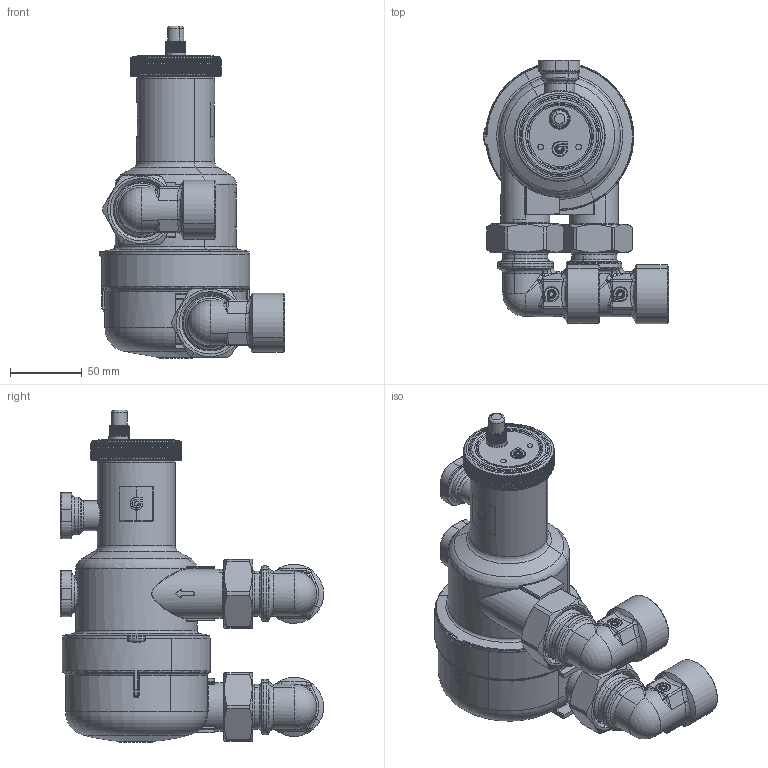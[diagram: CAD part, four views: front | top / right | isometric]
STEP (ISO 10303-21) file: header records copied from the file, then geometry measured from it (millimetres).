
FILE_DESCRIPTION(('CATIA V5 STEP Exchange','CAx-IF Rec.Pracs.--- Model Styling and Organization---1.5--- 2016-08-15','CAx-IF Rec.Pracs.---Supplemental Geometry---1.0---2011-11-01','CAx-IF Rec.Pracs.--- Composite Materials ---3.4---2017-06-13','CAx-IF Rec.Pracs.---Tessellated 3D Geometry---1.0---2015-12-17'),'2;1');
FILE_NAME('STEP_551606_-_TST.stp','2024-06-07T08:07:59+00:00',('none'),('none'),'CATIA Version 5-6 Release 2020 SP5','CATIA V5 STEP AP242 v2','none');
FILE_SCHEMA(('AP242_MANAGED_MODEL_BASED_3D_ENGINEERING_MIM_LF {1 0 10303 442 1 1 4}'));
Length unit declared in the file: millimetre
Products named in the file (1): 551606 - TST
Bounding box: 129.25 x 183.74 x 231.8 mm (x, y, z)
Volume: 1364964.3 mm3; surface area: 112941.6 mm2
Topology: 1 solids, 1 shells, 2265 faces, 5793 edges, 3425 vertices
Faces by surface type: cylinder 873, plane 500, bspline 452, torus 229, sphere 107, cone 84, extrusion 18, revolution 2
Entity records: 96623 total; most frequent: CARTESIAN_POINT 49659, ORIENTED_EDGE 11288, DIRECTION 6033, EDGE_CURVE 5644, VERTEX_POINT 3425, AXIS2_PLACEMENT_3D 2785, B_SPLINE_CURVE_WITH_KNOTS 2635, EDGE_LOOP 2313
